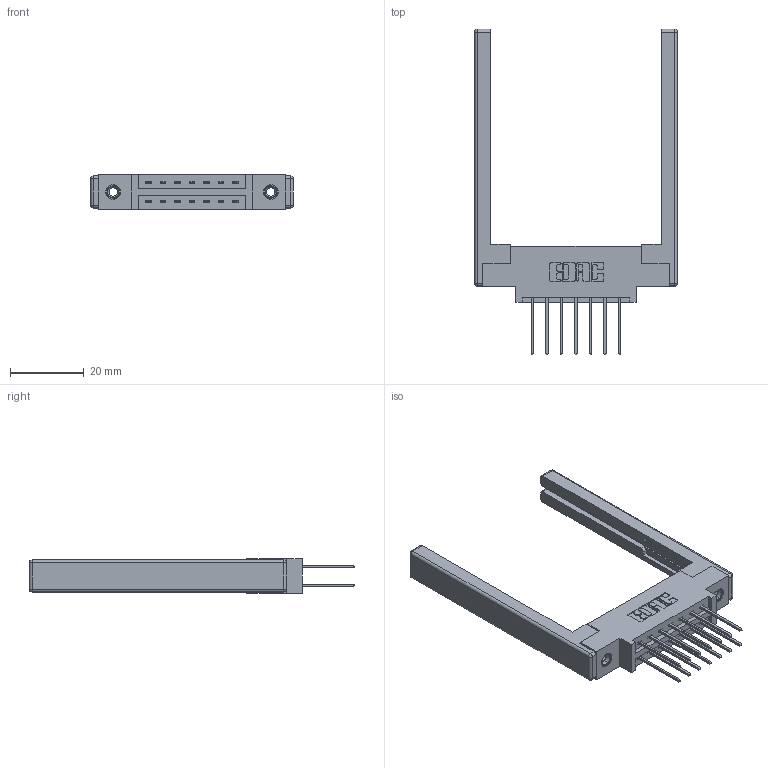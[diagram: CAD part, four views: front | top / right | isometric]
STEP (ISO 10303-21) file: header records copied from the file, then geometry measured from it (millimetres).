
FILE_DESCRIPTION (( 'STEP AP203' ), '1' );
FILE_NAME ('337-014-540-868.STEP', '2019-10-10T16:58:51', ( '' ), ( '' ), 'SwSTEP 2.0', 'SolidWorks 2016', '' );
FILE_SCHEMA (( 'CONFIG_CONTROL_DESIGN' ));
Length unit declared in the file: inch
Products named in the file (5): 345-250-001_345-250-001-102; 345-292-001_345-293-140; 307-220-068; 337-014-540-868; 337 Part_0.170 Offset - 0.156 Dia-TI
Assembly tree (19 placements, depth 2):
  337-014-540-868
    337 Part_0.170 Offset - 0.156 Dia-TI
    345-292-001_345-293-140  x14
    345-250-001_345-250-001-102  x2
    307-220-068  x2
Bounding box: 55.17 x 88.52 x 9.4 mm (x, y, z)
Volume: 9668.6 mm3; surface area: 10037.9 mm2
Topology: 19 solids, 19 shells, 1028 faces, 2967 edges, 1938 vertices
Faces by surface type: plane 694, cylinder 310, cone 12, sphere 8, torus 4
Entity records: 12864 total; most frequent: CARTESIAN_POINT 2163, ORIENTED_EDGE 2088, DIRECTION 1974, EDGE_CURVE 1044, LINE 866, VECTOR 866, VERTEX_POINT 686, AXIS2_PLACEMENT_3D 554
